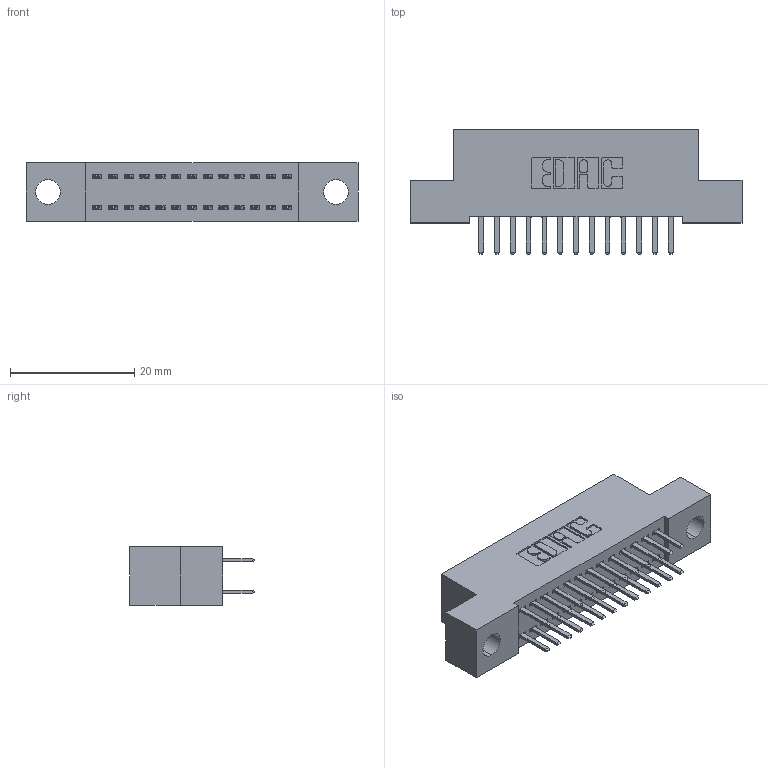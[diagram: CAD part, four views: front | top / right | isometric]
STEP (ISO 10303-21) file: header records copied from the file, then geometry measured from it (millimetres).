
FILE_DESCRIPTION (( 'STEP AP203' ), '1' );
FILE_NAME ('392-026-520-204.STEP', '2018-08-15T15:06:53', ( '' ), ( '' ), 'SwSTEP 2.0', 'SolidWorks 2016', '' );
FILE_SCHEMA (( 'CONFIG_CONTROL_DESIGN' ));
Length unit declared in the file: inch
Products named in the file (3): 345-292-001_345-293-120; 392-026-520-204; 342 Part_.156 TH
Assembly tree (27 placements, depth 2):
  392-026-520-204
    342 Part_.156 TH
    345-292-001_345-293-120  x26
Bounding box: 53.34 x 20.02 x 9.4 mm (x, y, z)
Volume: 4556.9 mm3; surface area: 6500.1 mm2
Topology: 27 solids, 27 shells, 1566 faces, 4537 edges, 2954 vertices
Faces by surface type: plane 1054, cylinder 512
Entity records: 12099 total; most frequent: CARTESIAN_POINT 2050, ORIENTED_EDGE 1974, DIRECTION 1791, EDGE_CURVE 987, VECTOR 855, LINE 855, VERTEX_POINT 654, AXIS2_PLACEMENT_3D 468
